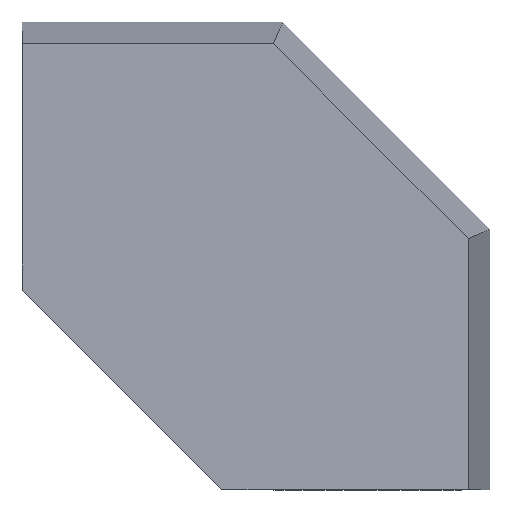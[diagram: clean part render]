
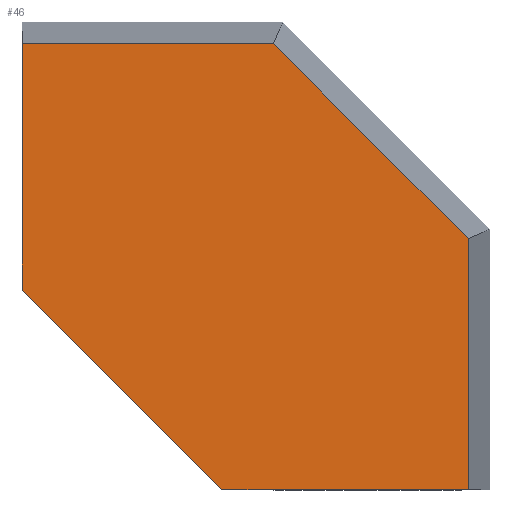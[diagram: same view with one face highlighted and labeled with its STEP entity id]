
A CAD part, front view. The second image highlights one B-rep face of the part: STEP entity #46.
In plain terms, the highlighted planar face has unit normal (0, -1, 0).
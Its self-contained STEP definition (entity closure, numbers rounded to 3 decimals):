
#46=ADVANCED_FACE('',(#100),#101,.F.);
#100=FACE_OUTER_BOUND('',#161,.T.);
#101=PLANE('',#162);
#161=EDGE_LOOP('',(#230,#231,#232,#233,#234,#235));
#162=AXIS2_PLACEMENT_3D('',#236,#237,#238);
#230=ORIENTED_EDGE('',*,*,#374,.T.);
#231=ORIENTED_EDGE('',*,*,#375,.F.);
#232=ORIENTED_EDGE('',*,*,#376,.F.);
#233=ORIENTED_EDGE('',*,*,#377,.T.);
#234=ORIENTED_EDGE('',*,*,#378,.F.);
#235=ORIENTED_EDGE('',*,*,#379,.F.);
#236=CARTESIAN_POINT('',(-37.77,-12.25,-28.8));
#237=DIRECTION('',(0.0,1.0,0.0));
#238=DIRECTION('',(1.0,0.0,-0.0));
#374=EDGE_CURVE('',#443,#444,#445,.T.);
#375=EDGE_CURVE('',#446,#444,#447,.T.);
#376=EDGE_CURVE('',#448,#446,#449,.T.);
#377=EDGE_CURVE('',#448,#450,#451,.T.);
#378=EDGE_CURVE('',#452,#450,#453,.T.);
#379=EDGE_CURVE('',#443,#452,#454,.T.);
#443=VERTEX_POINT('',#541);
#444=VERTEX_POINT('',#542);
#445=LINE('',#543,#544);
#446=VERTEX_POINT('',#545);
#447=LINE('',#546,#547);
#448=VERTEX_POINT('',#548);
#449=LINE('',#549,#550);
#450=VERTEX_POINT('',#551);
#451=LINE('',#552,#553);
#452=VERTEX_POINT('',#554);
#453=LINE('',#555,#556);
#454=LINE('',#557,#558);
#541=CARTESIAN_POINT('',(9.94,-12.25,-25.264));
#542=CARTESIAN_POINT('',(9.94,-12.25,-0.369));
#543=CARTESIAN_POINT('',(9.94,-12.25,-25.264));
#544=VECTOR('',#650,24.896);
#545=CARTESIAN_POINT('',(-9.339,-12.25,18.91));
#546=CARTESIAN_POINT('',(-9.339,-12.25,18.91));
#547=VECTOR('',#651,27.264);
#548=CARTESIAN_POINT('',(-34.235,-12.25,18.91));
#549=CARTESIAN_POINT('',(-34.235,-12.25,18.91));
#550=VECTOR('',#652,24.896);
#551=CARTESIAN_POINT('',(-34.235,-12.25,-5.465));
#552=CARTESIAN_POINT('',(-34.235,-12.25,18.91));
#553=VECTOR('',#653,24.376);
#554=CARTESIAN_POINT('',(-14.436,-12.25,-25.264));
#555=CARTESIAN_POINT('',(-14.436,-12.25,-25.264));
#556=VECTOR('',#654,28.0);
#557=CARTESIAN_POINT('',(9.94,-12.25,-25.264));
#558=VECTOR('',#655,24.376);
#650=DIRECTION('',(0.0,0.0,1.0));
#651=DIRECTION('',(0.707,0.,-0.707));
#652=DIRECTION('',(1.0,0.0,0.0));
#653=DIRECTION('',(0.0,0.0,-1.0));
#654=DIRECTION('',(-0.707,0.,0.707));
#655=DIRECTION('',(-1.0,0.0,0.0));
